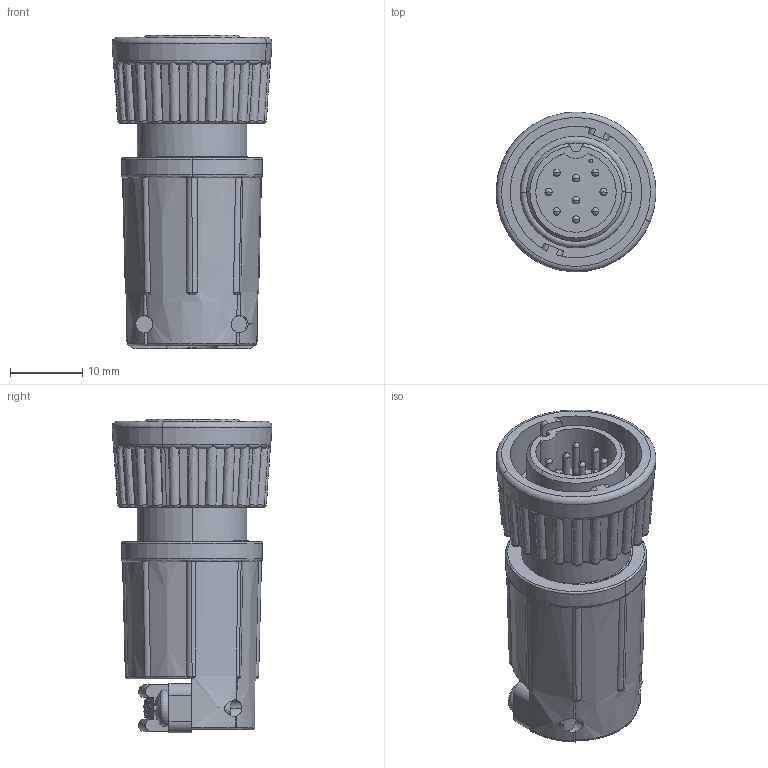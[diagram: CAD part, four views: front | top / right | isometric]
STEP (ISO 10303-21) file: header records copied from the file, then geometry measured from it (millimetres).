
FILE_DESCRIPTION (( 'STEP AP203' ), '1' );
FILE_NAME ('3282-9PG-530.STEP', '2013-05-14T18:17:02', ( '21FPBF1' ), ( 'Conxall' ), 'SwSTEP 2.0', 'SolidWorks 2012', '' );
FILE_SCHEMA (( 'CONFIG_CONTROL_DESIGN' ));
Length unit declared in the file: inch
Products named in the file (1): 3282-9PG-530
Bounding box: 22.21 x 22.21 x 43.59 mm (x, y, z)
Volume: 9503.5 mm3; surface area: 5369 mm2
Topology: 1 solids, 1 shells, 458 faces, 1282 edges, 829 vertices
Faces by surface type: plane 146, bspline 96, cylinder 82, torus 63, cone 45, sphere 26
Entity records: 19197 total; most frequent: CARTESIAN_POINT 8688, ORIENTED_EDGE 2486, DIRECTION 1842, EDGE_CURVE 1243, VERTEX_POINT 809, AXIS2_PLACEMENT_3D 784, B_SPLINE_CURVE_WITH_KNOTS 495, EDGE_LOOP 482
